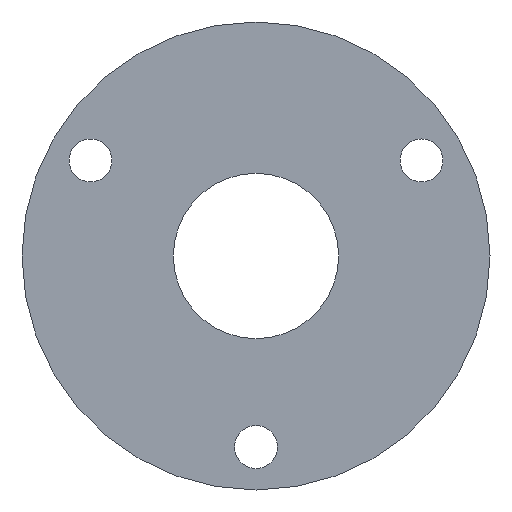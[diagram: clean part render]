
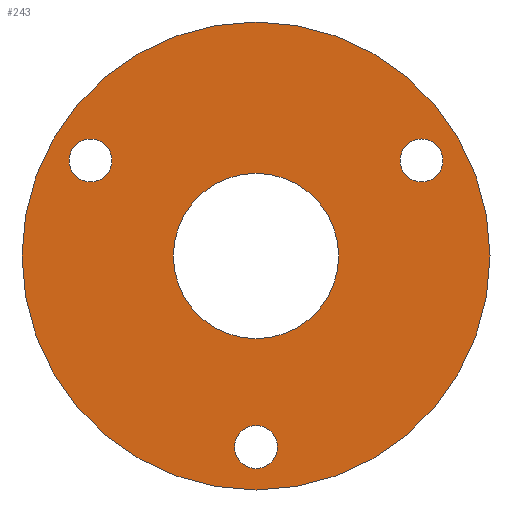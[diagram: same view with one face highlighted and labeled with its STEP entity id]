
A CAD part, front view. The second image highlights one B-rep face of the part: STEP entity #243.
In plain terms, the highlighted planar face has unit normal (0, -1, 0).
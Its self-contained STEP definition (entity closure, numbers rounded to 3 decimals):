
#5 = EDGE_LOOP ( 'NONE', ( #13, #297 ) ) ;
#8 = DIRECTION ( 'NONE',  ( 0., 0., 1. ) ) ;
#13 = ORIENTED_EDGE ( 'NONE', *, *, #358, .T. ) ;
#19 = EDGE_CURVE ( 'NONE', #270, #375, #303, .T. ) ;
#23 = CIRCLE ( 'NONE', #258, 5.5 ) ;
#24 = DIRECTION ( 'NONE',  ( 0., 1., 0. ) ) ;
#31 = ORIENTED_EDGE ( 'NONE', *, *, #416, .T. ) ;
#33 = EDGE_LOOP ( 'NONE', ( #193, #31 ) ) ;
#35 = DIRECTION ( 'NONE',  ( 0., 1., 0. ) ) ;
#39 = VERTEX_POINT ( 'NONE', #236 ) ;
#44 = VERTEX_POINT ( 'NONE', #349 ) ;
#51 = AXIS2_PLACEMENT_3D ( 'NONE', #204, #109, #253 ) ;
#52 = CARTESIAN_POINT ( 'NONE',  ( 0., 0., 0. ) ) ;
#56 = DIRECTION ( 'NONE',  ( 0., 1., 0. ) ) ;
#63 = VERTEX_POINT ( 'NONE', #99 ) ;
#64 = CIRCLE ( 'NONE', #217, 5.5 ) ;
#65 = EDGE_LOOP ( 'NONE', ( #130, #359 ) ) ;
#66 = CARTESIAN_POINT ( 'NONE',  ( -42.435, 0., 24.5 ) ) ;
#68 = CARTESIAN_POINT ( 'NONE',  ( 42.435, 0., 24.5 ) ) ;
#83 = ORIENTED_EDGE ( 'NONE', *, *, #115, .F. ) ;
#87 = CARTESIAN_POINT ( 'NONE',  ( 0., 0., -49. ) ) ;
#95 = DIRECTION ( 'NONE',  ( 0., 0., 1. ) ) ;
#99 = CARTESIAN_POINT ( 'NONE',  ( 0., 0., 21.2 ) ) ;
#100 = AXIS2_PLACEMENT_3D ( 'NONE', #52, #457, #95 ) ;
#109 = DIRECTION ( 'NONE',  ( 0., 1., 0. ) ) ;
#110 = EDGE_CURVE ( 'NONE', #248, #39, #64, .T. ) ;
#111 = VERTEX_POINT ( 'NONE', #356 ) ;
#112 = DIRECTION ( 'NONE',  ( 0., 1., 0. ) ) ;
#115 = EDGE_CURVE ( 'NONE', #375, #270, #132, .T. ) ;
#117 = CIRCLE ( 'NONE', #464, 5.5 ) ;
#127 = VERTEX_POINT ( 'NONE', #167 ) ;
#130 = ORIENTED_EDGE ( 'NONE', *, *, #214, .T. ) ;
#132 = CIRCLE ( 'NONE', #161, 60. ) ;
#147 = ORIENTED_EDGE ( 'NONE', *, *, #392, .T. ) ;
#150 = CARTESIAN_POINT ( 'NONE',  ( 0., 0., -60. ) ) ;
#161 = AXIS2_PLACEMENT_3D ( 'NONE', #354, #24, #276 ) ;
#162 = CIRCLE ( 'NONE', #280, 21.2 ) ;
#167 = CARTESIAN_POINT ( 'NONE',  ( 0., 0., -21.2 ) ) ;
#168 = CIRCLE ( 'NONE', #51, 21.2 ) ;
#181 = DIRECTION ( 'NONE',  ( 0., 0., 1. ) ) ;
#193 = ORIENTED_EDGE ( 'NONE', *, *, #110, .T. ) ;
#204 = CARTESIAN_POINT ( 'NONE',  ( 0., 0., 0. ) ) ;
#214 = EDGE_CURVE ( 'NONE', #63, #127, #168, .T. ) ;
#217 = AXIS2_PLACEMENT_3D ( 'NONE', #385, #56, #310 ) ;
#218 = CARTESIAN_POINT ( 'NONE',  ( 0., 0., -54.5 ) ) ;
#221 = EDGE_CURVE ( 'NONE', #44, #111, #407, .T. ) ;
#234 = DIRECTION ( 'NONE',  ( 0., 1., 0. ) ) ;
#235 = AXIS2_PLACEMENT_3D ( 'NONE', #269, #308, #449 ) ;
#236 = CARTESIAN_POINT ( 'NONE',  ( 42.435, 0., 19. ) ) ;
#243 = ADVANCED_FACE ( 'NONE', ( #328, #281, #313, #345, #456 ), #459, .F. ) ;
#248 = VERTEX_POINT ( 'NONE', #417 ) ;
#253 = DIRECTION ( 'NONE',  ( 0., 0., 1. ) ) ;
#255 = DIRECTION ( 'NONE',  ( 0., 0., 1. ) ) ;
#258 = AXIS2_PLACEMENT_3D ( 'NONE', #287, #112, #255 ) ;
#262 = DIRECTION ( 'NONE',  ( 0., 0., 1. ) ) ;
#269 = CARTESIAN_POINT ( 'NONE',  ( 0., 0., 0. ) ) ;
#270 = VERTEX_POINT ( 'NONE', #302 ) ;
#276 = DIRECTION ( 'NONE',  ( 0., 0., 1. ) ) ;
#280 = AXIS2_PLACEMENT_3D ( 'NONE', #337, #295, #8 ) ;
#281 = FACE_BOUND ( 'NONE', #362, .T. ) ;
#287 = CARTESIAN_POINT ( 'NONE',  ( 0., 0., -49. ) ) ;
#290 = CARTESIAN_POINT ( 'NONE',  ( 0., 0., -43.5 ) ) ;
#294 = DIRECTION ( 'NONE',  ( 0., 1., 0. ) ) ;
#295 = DIRECTION ( 'NONE',  ( 0., 1., 0. ) ) ;
#297 = ORIENTED_EDGE ( 'NONE', *, *, #413, .T. ) ;
#302 = CARTESIAN_POINT ( 'NONE',  ( 0., 0., 60. ) ) ;
#303 = CIRCLE ( 'NONE', #100, 60. ) ;
#308 = DIRECTION ( 'NONE',  ( 0., 1., 0. ) ) ;
#310 = DIRECTION ( 'NONE',  ( 0., 0., 1. ) ) ;
#313 = FACE_BOUND ( 'NONE', #33, .T. ) ;
#318 = DIRECTION ( 'NONE',  ( 0., 0., 1. ) ) ;
#321 = DIRECTION ( 'NONE',  ( 0., 0., 1. ) ) ;
#328 = FACE_BOUND ( 'NONE', #65, .T. ) ;
#337 = CARTESIAN_POINT ( 'NONE',  ( 0., 0., 0. ) ) ;
#340 = CARTESIAN_POINT ( 'NONE',  ( -42.435, 0., 24.5 ) ) ;
#342 = EDGE_LOOP ( 'NONE', ( #83, #408 ) ) ;
#345 = FACE_BOUND ( 'NONE', #5, .T. ) ;
#349 = CARTESIAN_POINT ( 'NONE',  ( -42.435, 0., 30. ) ) ;
#352 = AXIS2_PLACEMENT_3D ( 'NONE', #66, #430, #318 ) ;
#353 = CIRCLE ( 'NONE', #379, 5.5 ) ;
#354 = CARTESIAN_POINT ( 'NONE',  ( 0., 0., 0. ) ) ;
#356 = CARTESIAN_POINT ( 'NONE',  ( -42.435, 0., 19. ) ) ;
#358 = EDGE_CURVE ( 'NONE', #434, #465, #353, .T. ) ;
#359 = ORIENTED_EDGE ( 'NONE', *, *, #380, .T. ) ;
#362 = EDGE_LOOP ( 'NONE', ( #467, #147 ) ) ;
#375 = VERTEX_POINT ( 'NONE', #150 ) ;
#379 = AXIS2_PLACEMENT_3D ( 'NONE', #87, #234, #262 ) ;
#380 = EDGE_CURVE ( 'NONE', #127, #63, #162, .T. ) ;
#385 = CARTESIAN_POINT ( 'NONE',  ( 42.435, 0., 24.5 ) ) ;
#388 = CIRCLE ( 'NONE', #445, 5.5 ) ;
#392 = EDGE_CURVE ( 'NONE', #111, #44, #117, .T. ) ;
#407 = CIRCLE ( 'NONE', #352, 5.5 ) ;
#408 = ORIENTED_EDGE ( 'NONE', *, *, #19, .F. ) ;
#413 = EDGE_CURVE ( 'NONE', #465, #434, #23, .T. ) ;
#416 = EDGE_CURVE ( 'NONE', #39, #248, #388, .T. ) ;
#417 = CARTESIAN_POINT ( 'NONE',  ( 42.435, 0., 30. ) ) ;
#430 = DIRECTION ( 'NONE',  ( 0., 1., 0. ) ) ;
#434 = VERTEX_POINT ( 'NONE', #290 ) ;
#445 = AXIS2_PLACEMENT_3D ( 'NONE', #68, #35, #181 ) ;
#449 = DIRECTION ( 'NONE',  ( 0., 0., 1. ) ) ;
#456 = FACE_OUTER_BOUND ( 'NONE', #342, .T. ) ;
#457 = DIRECTION ( 'NONE',  ( 0., 1., 0. ) ) ;
#459 = PLANE ( 'NONE',  #235 ) ;
#464 = AXIS2_PLACEMENT_3D ( 'NONE', #340, #294, #321 ) ;
#465 = VERTEX_POINT ( 'NONE', #218 ) ;
#467 = ORIENTED_EDGE ( 'NONE', *, *, #221, .T. ) ;
